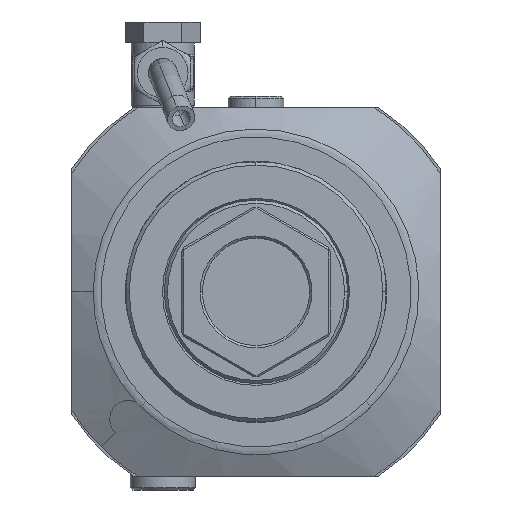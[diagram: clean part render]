
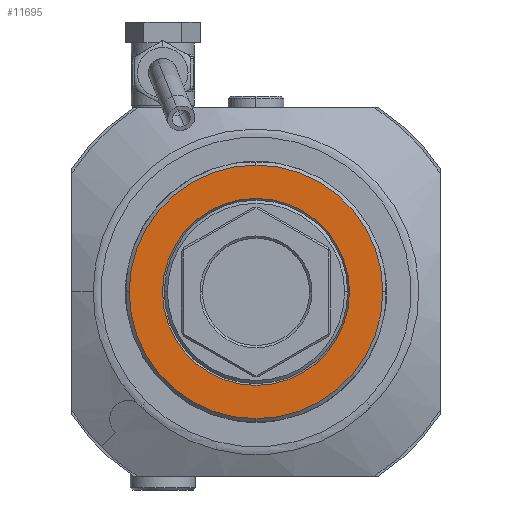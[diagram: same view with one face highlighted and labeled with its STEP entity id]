
A CAD part, left-side view. The second image highlights one B-rep face of the part: STEP entity #11695.
In plain terms, the highlighted planar face has unit normal (-1, 0, 0).
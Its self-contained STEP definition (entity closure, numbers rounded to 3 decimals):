
#2736=CARTESIAN_POINT('',(-24.,0.,0.));
#2737=DIRECTION('',(-1.,0.,0.));
#2738=DIRECTION('',(0.,1.,0.));
#2739=AXIS2_PLACEMENT_3D('',#2736,#2737,#2738);
#2741=CARTESIAN_POINT('',(-24.,0.,0.));
#2742=DIRECTION('',(-1.,0.,0.));
#2743=DIRECTION('',(0.,-1.,0.));
#2744=AXIS2_PLACEMENT_3D('',#2741,#2742,#2743);
#2746=CARTESIAN_POINT('',(-24.,0.,0.));
#2747=DIRECTION('',(1.,0.,0.));
#2748=DIRECTION('',(0.,1.,0.));
#2749=AXIS2_PLACEMENT_3D('',#2746,#2747,#2748);
#2751=CARTESIAN_POINT('',(-24.,0.,0.));
#2752=DIRECTION('',(1.,0.,0.));
#2753=DIRECTION('',(0.,-1.,0.));
#2754=AXIS2_PLACEMENT_3D('',#2751,#2752,#2753);
#8091=CARTESIAN_POINT('',(-24.,20.054,0.));
#8092=CARTESIAN_POINT('',(-24.,-20.054,0.));
#8093=VERTEX_POINT('',#8091);
#8094=VERTEX_POINT('',#8092);
#8095=CARTESIAN_POINT('',(-24.,27.2,0.));
#8096=CARTESIAN_POINT('',(-24.,-27.2,0.));
#8097=VERTEX_POINT('',#8095);
#8098=VERTEX_POINT('',#8096);
#11680=CARTESIAN_POINT('',(-24.,0.,0.));
#11681=DIRECTION('',(-1.,0.,0.));
#11682=DIRECTION('',(0.,1.,0.));
#11683=AXIS2_PLACEMENT_3D('',#11680,#11681,#11682);
#11684=PLANE('',#11683);
#11685=ORIENTED_EDGE('',*,*,#11658,.F.);
#11686=ORIENTED_EDGE('',*,*,#11673,.F.);
#11687=EDGE_LOOP('',(#11685,#11686));
#11688=FACE_OUTER_BOUND('',#11687,.F.);
#11690=ORIENTED_EDGE('',*,*,#11689,.F.);
#11692=ORIENTED_EDGE('',*,*,#11691,.F.);
#11693=EDGE_LOOP('',(#11690,#11692));
#11694=FACE_BOUND('',#11693,.F.);
#2740=CIRCLE('',#2739,27.2);
#2745=CIRCLE('',#2744,27.2);
#2750=CIRCLE('',#2749,20.054);
#2755=CIRCLE('',#2754,20.054);
#11658=EDGE_CURVE('',#8097,#8098,#2740,.T.);
#11673=EDGE_CURVE('',#8098,#8097,#2745,.T.);
#11689=EDGE_CURVE('',#8093,#8094,#2750,.T.);
#11691=EDGE_CURVE('',#8094,#8093,#2755,.T.);
#11695=ADVANCED_FACE('',(#11688,#11694),#11684,.T.);
